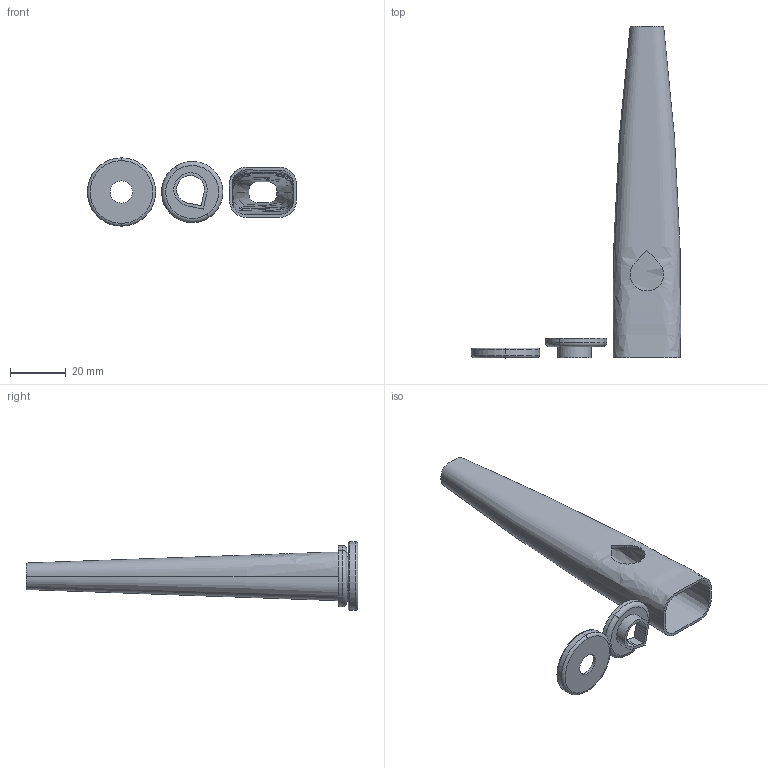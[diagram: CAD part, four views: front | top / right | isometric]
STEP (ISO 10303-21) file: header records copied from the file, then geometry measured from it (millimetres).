
FILE_DESCRIPTION (( 'STEP AP203' ), '1' );
FILE_NAME ('Kazoo_All_A2.STEP', '2012-06-27T03:44:01', ( 'Wes Thomas' ), ( '' ), 'SwSTEP 2.0', 'SolidWorks 2010', '' );
FILE_SCHEMA (( 'CONFIG_CONTROL_DESIGN' ));
Length unit declared in the file: inch
Products named in the file (4): Kazoo_cap_A2; Kazoo_valve_A2; Kazoo_All_A2; Kazoo_stem_A2
Assembly tree (3 placements, depth 2):
  Kazoo_All_A2
    Kazoo_cap_A2
    Kazoo_valve_A2
    Kazoo_stem_A2
Bounding box: 75.1 x 119 x 24.5 mm (x, y, z)
Volume: 7845.9 mm3; surface area: 15825 mm2
Topology: 3 solids, 3 shells, 51 faces, 132 edges, 90 vertices
Faces by surface type: cylinder 22, plane 15, torus 10, bspline 4
Entity records: 11622 total; most frequent: CARTESIAN_POINT 9923, DIRECTION 278, ORIENTED_EDGE 264, EDGE_CURVE 132, AXIS2_PLACEMENT_3D 115, VERTEX_POINT 90, CIRCLE 62, EDGE_LOOP 62
